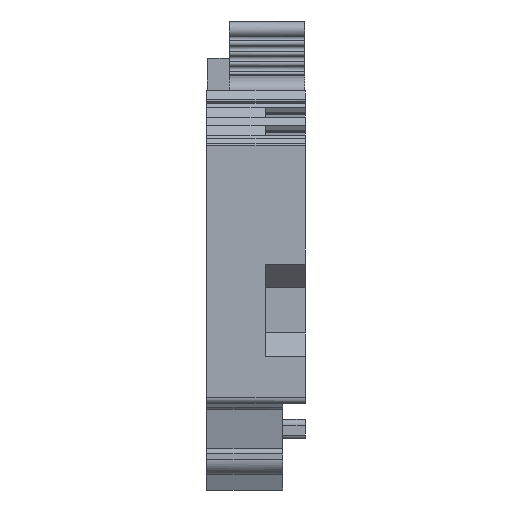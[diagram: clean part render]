
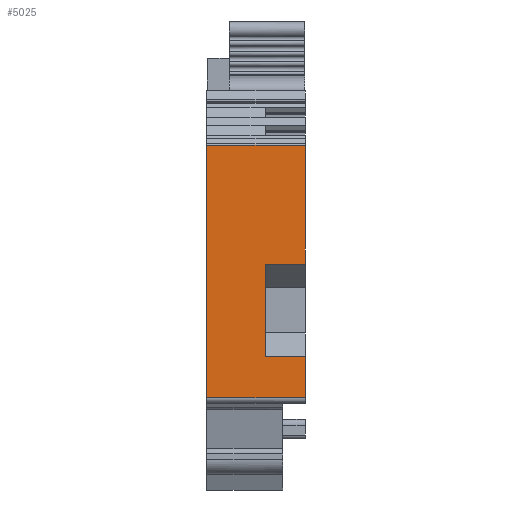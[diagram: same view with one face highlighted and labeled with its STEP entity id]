
A CAD part, front view. The second image highlights one B-rep face of the part: STEP entity #5025.
In plain terms, the highlighted planar face has unit normal (0, -1, 0).
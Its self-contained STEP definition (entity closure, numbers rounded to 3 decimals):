
#4964=AXIS2_PLACEMENT_3D('Plane Axis2P3D',#4961,#4962,#4963) ;
#847=CARTESIAN_POINT('Vertex',(0.,0.,12.15)) ;
#850=CARTESIAN_POINT('Line Origine',(0.,0.,12.525)) ;
#854=CARTESIAN_POINT('Vertex',(0.,0.,12.9)) ;
#857=CARTESIAN_POINT('Line Origine',(0.,0.,29.179)) ;
#861=CARTESIAN_POINT('Vertex',(0.,0.,45.458)) ;
#4945=CARTESIAN_POINT('Vertex',(13.,0.,12.15)) ;
#4948=CARTESIAN_POINT('Line Origine',(6.5,0.,12.15)) ;
#4961=CARTESIAN_POINT('Axis2P3D Location',(0.,0.,29.78)) ;
#4966=CARTESIAN_POINT('Line Origine',(13.,0.,12.525)) ;
#4970=CARTESIAN_POINT('Vertex',(13.,0.,12.9)) ;
#4973=CARTESIAN_POINT('Line Origine',(13.,0.,15.26)) ;
#4977=CARTESIAN_POINT('Vertex',(13.,0.,17.62)) ;
#4980=CARTESIAN_POINT('Line Origine',(10.35,0.,17.62)) ;
#4984=CARTESIAN_POINT('Vertex',(7.7,0.,17.62)) ;
#4987=CARTESIAN_POINT('Line Origine',(7.7,0.,23.7)) ;
#4991=CARTESIAN_POINT('Vertex',(7.7,0.,29.78)) ;
#4994=CARTESIAN_POINT('Line Origine',(10.35,0.,29.78)) ;
#4998=CARTESIAN_POINT('Vertex',(13.,0.,29.78)) ;
#5001=CARTESIAN_POINT('Line Origine',(13.,0.,37.619)) ;
#5005=CARTESIAN_POINT('Vertex',(13.,0.,45.458)) ;
#5008=CARTESIAN_POINT('Line Origine',(6.5,0.,45.458)) ;
#851=DIRECTION('Vector Direction',(0.,0.,1.)) ;
#858=DIRECTION('Vector Direction',(0.,0.,-1.)) ;
#4949=DIRECTION('Vector Direction',(1.,0.,0.)) ;
#4962=DIRECTION('Axis2P3D Direction',(0.,1.,0.)) ;
#4963=DIRECTION('Axis2P3D XDirection',(0.,0.,1.)) ;
#4967=DIRECTION('Vector Direction',(0.,0.,-1.)) ;
#4974=DIRECTION('Vector Direction',(0.,0.,-1.)) ;
#4981=DIRECTION('Vector Direction',(1.,0.,0.)) ;
#4988=DIRECTION('Vector Direction',(0.,0.,-1.)) ;
#4995=DIRECTION('Vector Direction',(-1.,0.,0.)) ;
#5002=DIRECTION('Vector Direction',(0.,0.,-1.)) ;
#5009=DIRECTION('Vector Direction',(1.,0.,0.)) ;
#852=VECTOR('Line Direction',#851,1.) ;
#859=VECTOR('Line Direction',#858,1.) ;
#4950=VECTOR('Line Direction',#4949,1.) ;
#4968=VECTOR('Line Direction',#4967,1.) ;
#4975=VECTOR('Line Direction',#4974,1.) ;
#4982=VECTOR('Line Direction',#4981,1.) ;
#4989=VECTOR('Line Direction',#4988,1.) ;
#4996=VECTOR('Line Direction',#4995,1.) ;
#5003=VECTOR('Line Direction',#5002,1.) ;
#5010=VECTOR('Line Direction',#5009,1.) ;
#5014=ORIENTED_EDGE('',*,*,#863,.T.) ;
#5015=ORIENTED_EDGE('',*,*,#856,.F.) ;
#5016=ORIENTED_EDGE('',*,*,#4952,.F.) ;
#5017=ORIENTED_EDGE('',*,*,#4972,.F.) ;
#5018=ORIENTED_EDGE('',*,*,#4979,.F.) ;
#5019=ORIENTED_EDGE('',*,*,#4986,.F.) ;
#5020=ORIENTED_EDGE('',*,*,#4993,.F.) ;
#5021=ORIENTED_EDGE('',*,*,#5000,.F.) ;
#5022=ORIENTED_EDGE('',*,*,#5007,.F.) ;
#5023=ORIENTED_EDGE('',*,*,#5012,.F.) ;
#5025=ADVANCED_FACE('Koerper.2',(#5024),#4965,.F.) ;
#856=EDGE_CURVE('',#848,#855,#853,.T.) ;
#863=EDGE_CURVE('',#862,#855,#860,.T.) ;
#4952=EDGE_CURVE('',#4946,#848,#4951,.F.) ;
#4972=EDGE_CURVE('',#4971,#4946,#4969,.T.) ;
#4979=EDGE_CURVE('',#4978,#4971,#4976,.T.) ;
#4986=EDGE_CURVE('',#4985,#4978,#4983,.T.) ;
#4993=EDGE_CURVE('',#4992,#4985,#4990,.T.) ;
#5000=EDGE_CURVE('',#4999,#4992,#4997,.T.) ;
#5007=EDGE_CURVE('',#5006,#4999,#5004,.T.) ;
#5012=EDGE_CURVE('',#862,#5006,#5011,.T.) ;
#5013=EDGE_LOOP('',(#5014,#5015,#5016,#5017,#5018,#5019,#5020,#5021,#5022,#5023)) ;
#5024=FACE_OUTER_BOUND('',#5013,.T.) ;
#853=LINE('Line',#850,#852) ;
#860=LINE('Line',#857,#859) ;
#4951=LINE('Line',#4948,#4950) ;
#4969=LINE('Line',#4966,#4968) ;
#4976=LINE('Line',#4973,#4975) ;
#4983=LINE('Line',#4980,#4982) ;
#4990=LINE('Line',#4987,#4989) ;
#4997=LINE('Line',#4994,#4996) ;
#5004=LINE('Line',#5001,#5003) ;
#5011=LINE('Line',#5008,#5010) ;
#4965=PLANE('',#4964) ;
#848=VERTEX_POINT('',#847) ;
#855=VERTEX_POINT('',#854) ;
#862=VERTEX_POINT('',#861) ;
#4946=VERTEX_POINT('',#4945) ;
#4971=VERTEX_POINT('',#4970) ;
#4978=VERTEX_POINT('',#4977) ;
#4985=VERTEX_POINT('',#4984) ;
#4992=VERTEX_POINT('',#4991) ;
#4999=VERTEX_POINT('',#4998) ;
#5006=VERTEX_POINT('',#5005) ;
